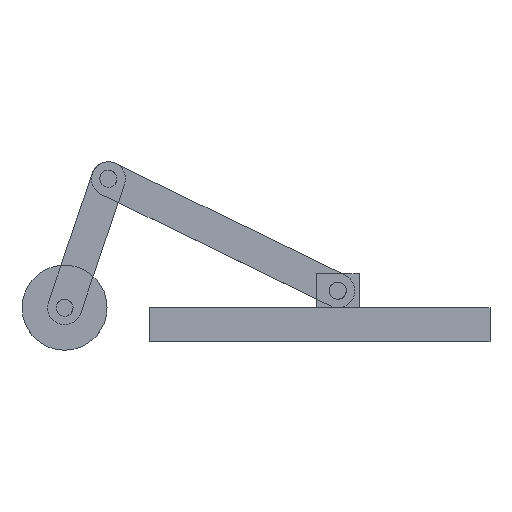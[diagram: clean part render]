
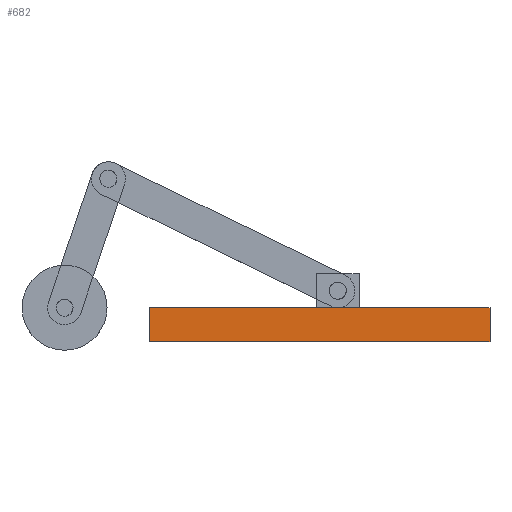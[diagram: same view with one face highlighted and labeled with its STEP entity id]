
A CAD part, top view. The second image highlights one B-rep face of the part: STEP entity #682.
In plain terms, the highlighted planar face has unit normal (0, 0, 1).
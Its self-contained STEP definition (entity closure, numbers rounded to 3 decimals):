
#117=PLANE('',#856);
#158=FACE_OUTER_BOUND('',#212,.T.);
#212=EDGE_LOOP('',(#617,#618,#619,#620));
#256=LINE('',#1252,#306);
#259=LINE('',#1258,#309);
#262=LINE('',#1264,#312);
#265=LINE('',#1268,#315);
#306=VECTOR('',#1049,10.);
#309=VECTOR('',#1054,10.);
#312=VECTOR('',#1059,10.);
#315=VECTOR('',#1064,10.);
#389=VERTEX_POINT('',#1249);
#390=VERTEX_POINT('',#1251);
#392=VERTEX_POINT('',#1257);
#394=VERTEX_POINT('',#1263);
#462=EDGE_CURVE('',#390,#389,#256,.T.);
#465=EDGE_CURVE('',#392,#390,#259,.T.);
#468=EDGE_CURVE('',#394,#392,#262,.T.);
#471=EDGE_CURVE('',#389,#394,#265,.T.);
#617=ORIENTED_EDGE('',*,*,#471,.T.);
#618=ORIENTED_EDGE('',*,*,#468,.T.);
#619=ORIENTED_EDGE('',*,*,#465,.T.);
#620=ORIENTED_EDGE('',*,*,#462,.T.);
#682=ADVANCED_FACE('',(#158),#117,.T.);
#856=AXIS2_PLACEMENT_3D('',#1269,#1065,#1066);
#1049=DIRECTION('',(0.,-1.,0.));
#1054=DIRECTION('',(-1.,0.,0.));
#1059=DIRECTION('',(0.,1.,0.));
#1064=DIRECTION('',(1.,0.,0.));
#1065=DIRECTION('center_axis',(0.,0.,1.));
#1066=DIRECTION('ref_axis',(1.,0.,0.));
#1249=CARTESIAN_POINT('',(440.,40.,10.));
#1251=CARTESIAN_POINT('',(440.,60.,10.));
#1252=CARTESIAN_POINT('',(440.,40.,10.));
#1257=CARTESIAN_POINT('',(640.,60.,10.));
#1258=CARTESIAN_POINT('',(440.,60.,10.));
#1263=CARTESIAN_POINT('',(640.,40.,10.));
#1264=CARTESIAN_POINT('',(640.,60.,10.));
#1268=CARTESIAN_POINT('',(640.,40.,10.));
#1269=CARTESIAN_POINT('Origin',(540.,50.,10.));
